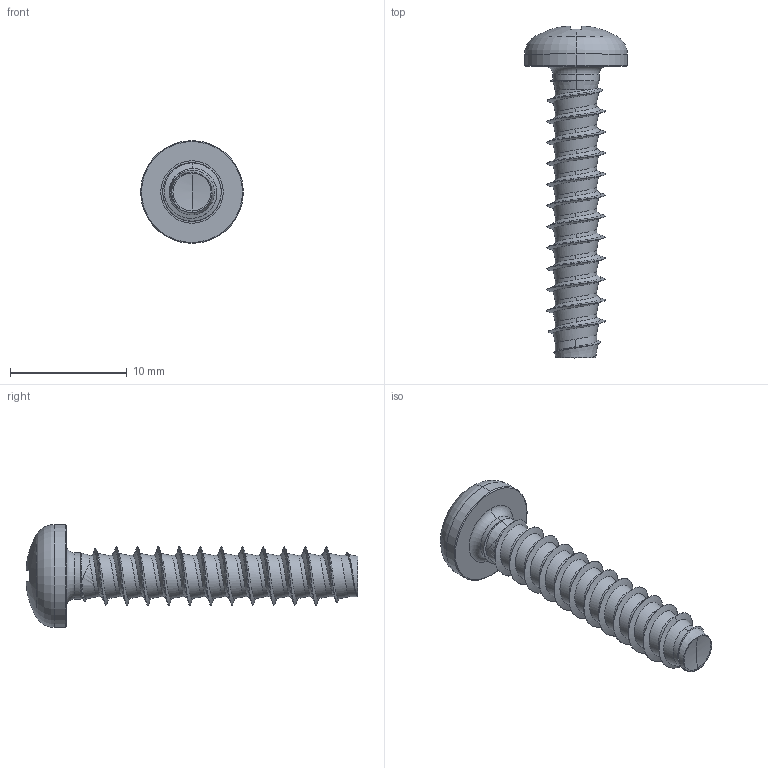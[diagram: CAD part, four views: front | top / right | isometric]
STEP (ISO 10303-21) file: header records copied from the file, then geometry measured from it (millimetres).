
FILE_DESCRIPTION (( 'STEP AP203' ), '1' );
FILE_NAME ('STP220500250.STEP', '2017-08-15T03:26:30', ( '' ), ( '' ), 'SwSTEP 2.0', 'SolidWorks 2015', '' );
FILE_SCHEMA (( 'CONFIG_CONTROL_DESIGN' ));
Length unit declared in the file: millimetre
Products named in the file (1): STP220500250
Bounding box: 8.8 x 28.44 x 8.8 mm (x, y, z)
Volume: 439.8 mm3; surface area: 650.6 mm2
Topology: 1 solids, 1 shells, 194 faces, 468 edges, 276 vertices
Faces by surface type: bspline 55, cylinder 52, plane 30, torus 28, sphere 20, cone 9
Entity records: 26061 total; most frequent: CARTESIAN_POINT 21998, ORIENTED_EDGE 932, DIRECTION 739, EDGE_CURVE 466, AXIS2_PLACEMENT_3D 321, VERTEX_POINT 276, EDGE_LOOP 196, FACE_OUTER_BOUND 194
